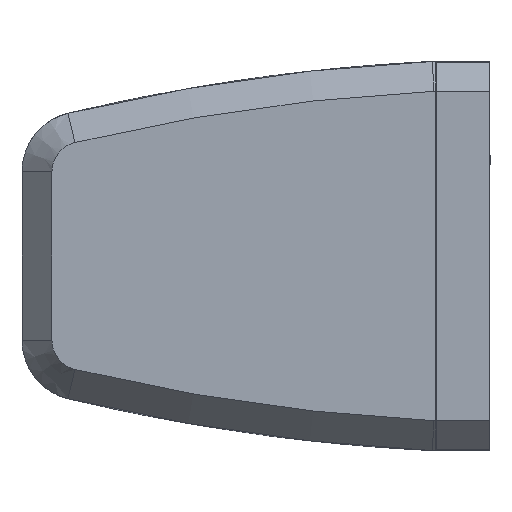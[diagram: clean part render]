
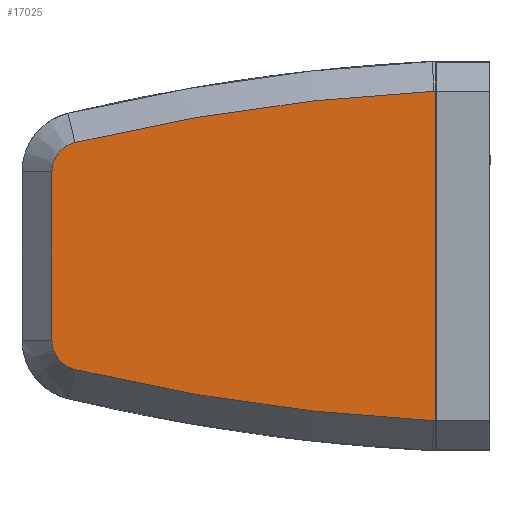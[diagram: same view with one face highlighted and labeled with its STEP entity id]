
A CAD part, left-side view. The second image highlights one B-rep face of the part: STEP entity #17025.
In plain terms, the highlighted planar face has unit normal (-1, 0, 0).
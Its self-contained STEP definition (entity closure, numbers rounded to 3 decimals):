
#187 = VERTEX_POINT ( 'NONE', #10820 ) ;
#469 = VECTOR ( 'NONE', #16542, 1000. ) ;
#942 = VERTEX_POINT ( 'NONE', #21122 ) ;
#951 = CARTESIAN_POINT ( 'NONE',  ( -2071., -442.311, -450. ) ) ;
#1117 = AXIS2_PLACEMENT_3D ( 'NONE', #20340, #22118, #8036 ) ;
#1374 = CIRCLE ( 'NONE', #8995, 6500. ) ;
#1484 = DIRECTION ( 'NONE',  ( -1., 0., 0. ) ) ;
#1556 = CARTESIAN_POINT ( 'NONE',  ( -2071., 737.5, -281.676 ) ) ;
#3025 = CARTESIAN_POINT ( 'NONE',  ( -2071., -442.311, -550. ) ) ;
#3053 = AXIS2_PLACEMENT_3D ( 'NONE', #951, #15103, #13473 ) ;
#3060 = CIRCLE ( 'NONE', #11746, 100. ) ;
#3095 = CARTESIAN_POINT ( 'NONE',  ( -2071., 837.5, -281.676 ) ) ;
#3821 = CARTESIAN_POINT ( 'NONE',  ( -2071., 760.78, 378.928 ) ) ;
#3863 = CARTESIAN_POINT ( 'NONE',  ( -2071., -437.466, -549.883 ) ) ;
#4446 = EDGE_CURVE ( 'NONE', #14639, #8885, #5951, .T. ) ;
#4947 = AXIS2_PLACEMENT_3D ( 'NONE', #1556, #13906, #8279 ) ;
#5029 = CIRCLE ( 'NONE', #15625, 6500. ) ;
#5041 = DIRECTION ( 'NONE',  ( 0., 1., 0. ) ) ;
#5951 = LINE ( 'NONE', #14038, #18671 ) ;
#5953 = VERTEX_POINT ( 'NONE', #6883 ) ;
#6015 = LINE ( 'NONE', #21804, #469 ) ;
#6883 = CARTESIAN_POINT ( 'NONE',  ( -2071., 760.78, -378.928 ) ) ;
#7641 = VERTEX_POINT ( 'NONE', #3821 ) ;
#8036 = DIRECTION ( 'NONE',  ( 0., 1., 0. ) ) ;
#8099 = ORIENTED_EDGE ( 'NONE', *, *, #19066, .T. ) ;
#8279 = DIRECTION ( 'NONE',  ( 0., 1., 0. ) ) ;
#8687 = CARTESIAN_POINT ( 'NONE',  ( -2071., -752.418, -5942.483 ) ) ;
#8885 = VERTEX_POINT ( 'NONE', #3025 ) ;
#8905 = CIRCLE ( 'NONE', #4947, 100. ) ;
#8995 = AXIS2_PLACEMENT_3D ( 'NONE', #8687, #1484, #5041 ) ;
#9133 = AXIS2_PLACEMENT_3D ( 'NONE', #22945, #21264, #12420 ) ;
#9318 = EDGE_LOOP ( 'NONE', ( #13976, #22784, #16439, #8099, #9550, #18922, #18650, #13369 ) ) ;
#9550 = ORIENTED_EDGE ( 'NONE', *, *, #15550, .T. ) ;
#10820 = CARTESIAN_POINT ( 'NONE',  ( -2071., 837.5, 281.676 ) ) ;
#11126 = DIRECTION ( 'NONE',  ( -1., 0., 0. ) ) ;
#11368 = VERTEX_POINT ( 'NONE', #3095 ) ;
#11746 = AXIS2_PLACEMENT_3D ( 'NONE', #17867, #11126, #19810 ) ;
#12420 = DIRECTION ( 'NONE',  ( 0., 1., 0. ) ) ;
#13369 = ORIENTED_EDGE ( 'NONE', *, *, #20211, .T. ) ;
#13473 = DIRECTION ( 'NONE',  ( 0., 1., 0. ) ) ;
#13906 = DIRECTION ( 'NONE',  ( -1., 0., 0. ) ) ;
#13976 = ORIENTED_EDGE ( 'NONE', *, *, #4446, .F. ) ;
#14038 = CARTESIAN_POINT ( 'NONE',  ( -2071., -442.311, 650. ) ) ;
#14639 = VERTEX_POINT ( 'NONE', #16191 ) ;
#15103 = DIRECTION ( 'NONE',  ( -1., 0., 0. ) ) ;
#15523 = VERTEX_POINT ( 'NONE', #3863 ) ;
#15550 = EDGE_CURVE ( 'NONE', #187, #11368, #6015, .T. ) ;
#15625 = AXIS2_PLACEMENT_3D ( 'NONE', #17733, #22852, #15669 ) ;
#15669 = DIRECTION ( 'NONE',  ( 0., 1., 0. ) ) ;
#16191 = CARTESIAN_POINT ( 'NONE',  ( -2071., -442.311, 550. ) ) ;
#16439 = ORIENTED_EDGE ( 'NONE', *, *, #20125, .T. ) ;
#16542 = DIRECTION ( 'NONE',  ( 0., 0., -1. ) ) ;
#17025 = ADVANCED_FACE ( 'NONE', ( #17868 ), #17601, .F. ) ;
#17430 = DIRECTION ( 'NONE',  ( 0., 0., -1. ) ) ;
#17601 = PLANE ( 'NONE',  #9133 ) ;
#17733 = CARTESIAN_POINT ( 'NONE',  ( -2071., -752.418, 5942.483 ) ) ;
#17867 = CARTESIAN_POINT ( 'NONE',  ( -2071., 737.5, 281.676 ) ) ;
#17868 = FACE_OUTER_BOUND ( 'NONE', #9318, .T. ) ;
#18540 = EDGE_CURVE ( 'NONE', #5953, #15523, #5029, .T. ) ;
#18650 = ORIENTED_EDGE ( 'NONE', *, *, #18540, .T. ) ;
#18671 = VECTOR ( 'NONE', #17430, 1000. ) ;
#18789 = CIRCLE ( 'NONE', #3053, 100. ) ;
#18883 = EDGE_CURVE ( 'NONE', #11368, #5953, #8905, .T. ) ;
#18922 = ORIENTED_EDGE ( 'NONE', *, *, #18883, .T. ) ;
#19066 = EDGE_CURVE ( 'NONE', #7641, #187, #3060, .T. ) ;
#19810 = DIRECTION ( 'NONE',  ( 0., 1., 0. ) ) ;
#20125 = EDGE_CURVE ( 'NONE', #942, #7641, #1374, .T. ) ;
#20211 = EDGE_CURVE ( 'NONE', #15523, #8885, #18789, .T. ) ;
#20340 = CARTESIAN_POINT ( 'NONE',  ( -2071., -442.311, 450. ) ) ;
#20595 = EDGE_CURVE ( 'NONE', #14639, #942, #21004, .T. ) ;
#21004 = CIRCLE ( 'NONE', #1117, 100. ) ;
#21122 = CARTESIAN_POINT ( 'NONE',  ( -2071., -437.466, 549.883 ) ) ;
#21264 = DIRECTION ( 'NONE',  ( 1., 0., 0. ) ) ;
#21804 = CARTESIAN_POINT ( 'NONE',  ( -2071., 837.5, 650. ) ) ;
#22118 = DIRECTION ( 'NONE',  ( -1., 0., 0. ) ) ;
#22784 = ORIENTED_EDGE ( 'NONE', *, *, #20595, .T. ) ;
#22852 = DIRECTION ( 'NONE',  ( -1., 0., 0. ) ) ;
#22945 = CARTESIAN_POINT ( 'NONE',  ( -2071., 937.5, 650. ) ) ;
